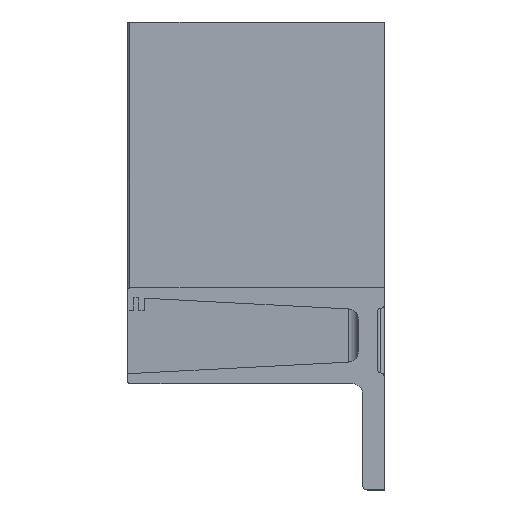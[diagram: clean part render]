
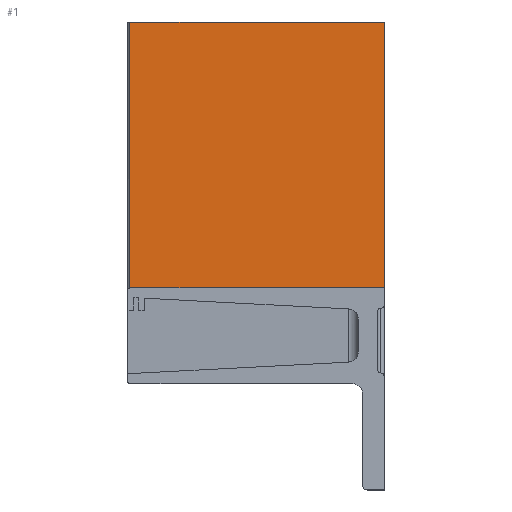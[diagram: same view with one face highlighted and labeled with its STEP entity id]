
A CAD part, left-side view. The second image highlights one B-rep face of the part: STEP entity #1.
In plain terms, the highlighted planar face has unit normal (-1, 0, 0).
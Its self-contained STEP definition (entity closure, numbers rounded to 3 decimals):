
#1 = ADVANCED_FACE ( 'NONE', ( #1240 ), #1803, .F. ) ;
#49 = ORIENTED_EDGE ( 'NONE', *, *, #479, .T. ) ;
#72 = DIRECTION ( 'NONE',  ( 0., -1., 0. ) ) ;
#112 = VERTEX_POINT ( 'NONE', #1287 ) ;
#177 = LINE ( 'NONE', #1331, #812 ) ;
#297 = EDGE_CURVE ( 'NONE', #1651, #879, #730, .T. ) ;
#366 = VECTOR ( 'NONE', #1820, 1000. ) ;
#433 = VERTEX_POINT ( 'NONE', #1343 ) ;
#479 = EDGE_CURVE ( 'NONE', #433, #879, #177, .T. ) ;
#537 = CARTESIAN_POINT ( 'NONE',  ( 0., 0., 0. ) ) ;
#678 = ORIENTED_EDGE ( 'NONE', *, *, #297, .F. ) ;
#730 = LINE ( 'NONE', #1553, #790 ) ;
#790 = VECTOR ( 'NONE', #1157, 1000. ) ;
#811 = EDGE_CURVE ( 'NONE', #112, #1651, #1433, .T. ) ;
#812 = VECTOR ( 'NONE', #1618, 1000. ) ;
#842 = VECTOR ( 'NONE', #72, 1000. ) ;
#861 = CARTESIAN_POINT ( 'NONE',  ( 0., 0., -125. ) ) ;
#879 = VERTEX_POINT ( 'NONE', #1601 ) ;
#912 = EDGE_LOOP ( 'NONE', ( #1548, #1639, #49, #678 ) ) ;
#1067 = CARTESIAN_POINT ( 'NONE',  ( 0., 0., 0. ) ) ;
#1098 = DIRECTION ( 'NONE',  ( 1., 0., 0. ) ) ;
#1124 = EDGE_CURVE ( 'NONE', #433, #112, #1793, .T. ) ;
#1157 = DIRECTION ( 'NONE',  ( 0., 1., 0. ) ) ;
#1240 = FACE_OUTER_BOUND ( 'NONE', #912, .T. ) ;
#1287 = CARTESIAN_POINT ( 'NONE',  ( 0., 0., 0. ) ) ;
#1331 = CARTESIAN_POINT ( 'NONE',  ( 0., 119.5, 0. ) ) ;
#1343 = CARTESIAN_POINT ( 'NONE',  ( 0., 119.5, 0. ) ) ;
#1394 = CARTESIAN_POINT ( 'NONE',  ( 0., 0., 0. ) ) ;
#1401 = AXIS2_PLACEMENT_3D ( 'NONE', #537, #1098, #1811 ) ;
#1433 = LINE ( 'NONE', #1394, #366 ) ;
#1548 = ORIENTED_EDGE ( 'NONE', *, *, #811, .F. ) ;
#1553 = CARTESIAN_POINT ( 'NONE',  ( 0., 0., -125. ) ) ;
#1601 = CARTESIAN_POINT ( 'NONE',  ( 0., 119.5, -125. ) ) ;
#1618 = DIRECTION ( 'NONE',  ( 0., 0., -1. ) ) ;
#1639 = ORIENTED_EDGE ( 'NONE', *, *, #1124, .F. ) ;
#1651 = VERTEX_POINT ( 'NONE', #861 ) ;
#1793 = LINE ( 'NONE', #1067, #842 ) ;
#1803 = PLANE ( 'NONE',  #1401 ) ;
#1811 = DIRECTION ( 'NONE',  ( 0., 0., -1. ) ) ;
#1820 = DIRECTION ( 'NONE',  ( 0., 0., -1. ) ) ;
